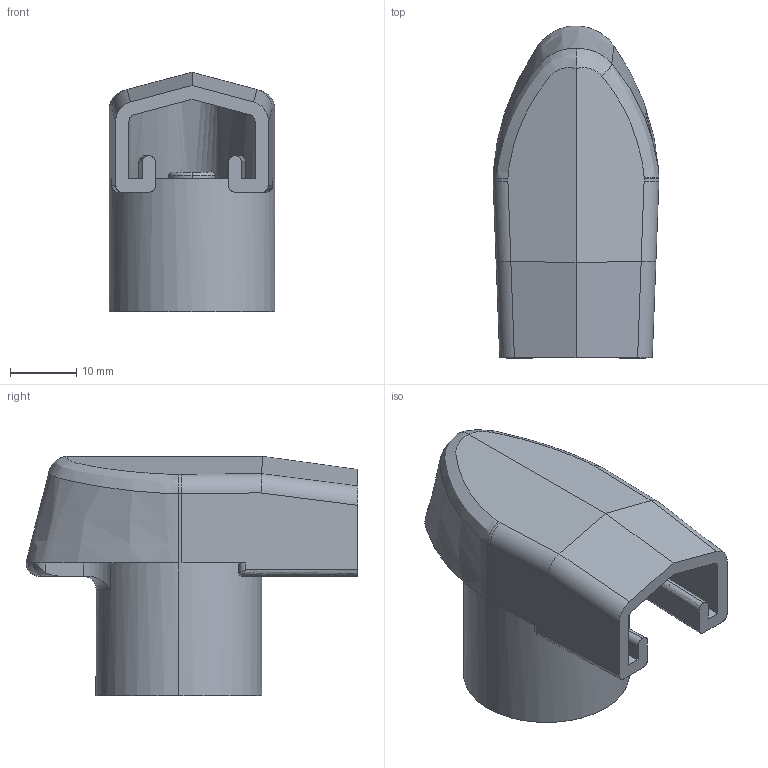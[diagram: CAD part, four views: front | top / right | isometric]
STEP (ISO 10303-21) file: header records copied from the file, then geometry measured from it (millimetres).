
FILE_DESCRIPTION (( 'STEP AP203' ), '1' );
FILE_NAME ('sone3D.STEP', '2014-10-30T05:54:23', ( '' ), ( '' ), 'SwSTEP 2.0', 'SolidWorks 2012', '' );
FILE_SCHEMA (( 'CONFIG_CONTROL_DESIGN' ));
Length unit declared in the file: millimetre
Products named in the file (1): sone3D
Bounding box: 25 x 50.04 x 36.07 mm (x, y, z)
Volume: 8122.3 mm3; surface area: 8606.2 mm2
Topology: 1 solids, 1 shells, 120 faces, 342 edges, 217 vertices
Faces by surface type: cylinder 36, bspline 36, plane 33, torus 15
Entity records: 7987 total; most frequent: CARTESIAN_POINT 5175, ORIENTED_EDGE 676, DIRECTION 456, EDGE_CURVE 338, VERTEX_POINT 217, AXIS2_PLACEMENT_3D 173, EDGE_LOOP 123, FACE_OUTER_BOUND 120
